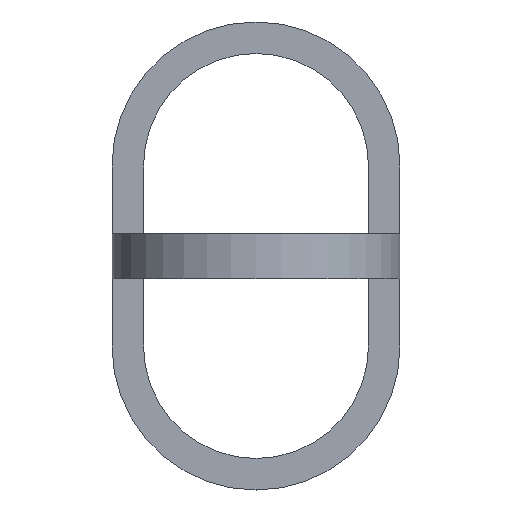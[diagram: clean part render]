
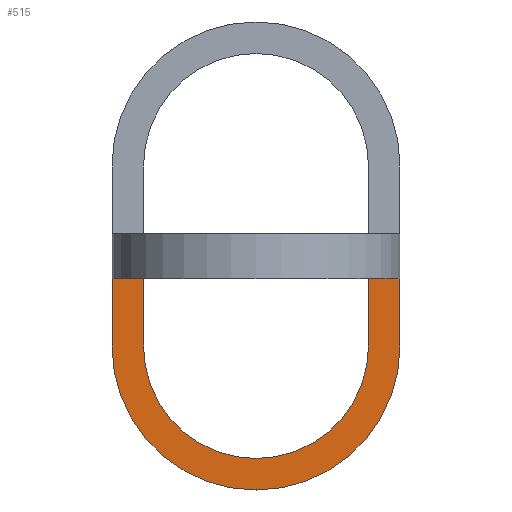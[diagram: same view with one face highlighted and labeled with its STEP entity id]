
A CAD part, left-side view. The second image highlights one B-rep face of the part: STEP entity #515.
In plain terms, the highlighted planar face has unit normal (-1, 0, 0).
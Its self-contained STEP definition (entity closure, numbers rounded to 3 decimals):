
#1 = VERTEX_POINT ( 'NONE', #169 ) ;
#5 = EDGE_CURVE ( 'NONE', #173, #1, #409, .T. ) ;
#7 = VECTOR ( 'NONE', #463, 1000. ) ;
#12 = DIRECTION ( 'NONE',  ( 0., 1., 0. ) ) ;
#19 = LINE ( 'NONE', #272, #105 ) ;
#33 = VECTOR ( 'NONE', #406, 1000. ) ;
#38 = CARTESIAN_POINT ( 'NONE',  ( -0.5, 0.7, 0. ) ) ;
#40 = VERTEX_POINT ( 'NONE', #806 ) ;
#41 = LINE ( 'NONE', #38, #729 ) ;
#62 = AXIS2_PLACEMENT_3D ( 'NONE', #488, #235, #174 ) ;
#65 = ORIENTED_EDGE ( 'NONE', *, *, #614, .F. ) ;
#70 = DIRECTION ( 'NONE',  ( 0., 0., -1. ) ) ;
#72 = LINE ( 'NONE', #129, #807 ) ;
#105 = VECTOR ( 'NONE', #70, 1000. ) ;
#114 = CIRCLE ( 'NONE', #412, 3.2 ) ;
#115 = CARTESIAN_POINT ( 'NONE',  ( -0.5, 0.7, -2. ) ) ;
#129 = CARTESIAN_POINT ( 'NONE',  ( -0.5, 3.2, -0.5 ) ) ;
#142 = EDGE_CURVE ( 'NONE', #659, #250, #114, .T. ) ;
#145 = VECTOR ( 'NONE', #163, 1000. ) ;
#163 = DIRECTION ( 'NONE',  ( 0., 1., 0. ) ) ;
#169 = CARTESIAN_POINT ( 'NONE',  ( -0.5, 0.7, -0.5 ) ) ;
#173 = VERTEX_POINT ( 'NONE', #192 ) ;
#174 = DIRECTION ( 'NONE',  ( 0., 0., -1. ) ) ;
#177 = VERTEX_POINT ( 'NONE', #630 ) ;
#188 = ORIENTED_EDGE ( 'NONE', *, *, #820, .F. ) ;
#192 = CARTESIAN_POINT ( 'NONE',  ( -0.5, 0., -0.5 ) ) ;
#205 = EDGE_LOOP ( 'NONE', ( #188, #280, #65, #392, #436, #537, #571, #264 ) ) ;
#216 = LINE ( 'NONE', #521, #33 ) ;
#235 = DIRECTION ( 'NONE',  ( 1., 0., 0. ) ) ;
#250 = VERTEX_POINT ( 'NONE', #721 ) ;
#264 = ORIENTED_EDGE ( 'NONE', *, *, #142, .F. ) ;
#272 = CARTESIAN_POINT ( 'NONE',  ( -0.5, 5.7, -2. ) ) ;
#280 = ORIENTED_EDGE ( 'NONE', *, *, #5, .T. ) ;
#293 = CARTESIAN_POINT ( 'NONE',  ( -0.5, 3.2, -0.5 ) ) ;
#324 = DIRECTION ( 'NONE',  ( -1., 0., 0. ) ) ;
#354 = EDGE_CURVE ( 'NONE', #40, #177, #19, .T. ) ;
#376 = DIRECTION ( 'NONE',  ( 0., 0., 1. ) ) ;
#386 = EDGE_CURVE ( 'NONE', #177, #534, #433, .T. ) ;
#388 = CARTESIAN_POINT ( 'NONE',  ( -0.5, 3.2, -2. ) ) ;
#392 = ORIENTED_EDGE ( 'NONE', *, *, #386, .F. ) ;
#406 = DIRECTION ( 'NONE',  ( 0., 0., 1. ) ) ;
#409 = LINE ( 'NONE', #293, #145 ) ;
#412 = AXIS2_PLACEMENT_3D ( 'NONE', #546, #494, #556 ) ;
#421 = DIRECTION ( 'NONE',  ( 0., 0., -1. ) ) ;
#433 = CIRCLE ( 'NONE', #731, 2.5 ) ;
#436 = ORIENTED_EDGE ( 'NONE', *, *, #354, .F. ) ;
#463 = DIRECTION ( 'NONE',  ( 0., 0., -1. ) ) ;
#488 = CARTESIAN_POINT ( 'NONE',  ( -0.5, 3.2, -2. ) ) ;
#494 = DIRECTION ( 'NONE',  ( 1., 0., 0. ) ) ;
#510 = CARTESIAN_POINT ( 'NONE',  ( -0.5, 6.4, -0.5 ) ) ;
#515 = ADVANCED_FACE ( 'NONE', ( #610 ), #748, .F. ) ;
#521 = CARTESIAN_POINT ( 'NONE',  ( -0.5, 6.4, -2. ) ) ;
#534 = VERTEX_POINT ( 'NONE', #115 ) ;
#537 = ORIENTED_EDGE ( 'NONE', *, *, #739, .T. ) ;
#546 = CARTESIAN_POINT ( 'NONE',  ( -0.5, 3.2, -2. ) ) ;
#556 = DIRECTION ( 'NONE',  ( 0., 0., -1. ) ) ;
#571 = ORIENTED_EDGE ( 'NONE', *, *, #786, .F. ) ;
#578 = CARTESIAN_POINT ( 'NONE',  ( -0.5, 0., -2. ) ) ;
#592 = LINE ( 'NONE', #718, #7 ) ;
#610 = FACE_OUTER_BOUND ( 'NONE', #205, .T. ) ;
#614 = EDGE_CURVE ( 'NONE', #534, #1, #41, .T. ) ;
#630 = CARTESIAN_POINT ( 'NONE',  ( -0.5, 5.7, -2. ) ) ;
#659 = VERTEX_POINT ( 'NONE', #578 ) ;
#718 = CARTESIAN_POINT ( 'NONE',  ( -0.5, 0., 0. ) ) ;
#721 = CARTESIAN_POINT ( 'NONE',  ( -0.5, 6.4, -2. ) ) ;
#729 = VECTOR ( 'NONE', #376, 1000. ) ;
#731 = AXIS2_PLACEMENT_3D ( 'NONE', #388, #324, #421 ) ;
#739 = EDGE_CURVE ( 'NONE', #40, #762, #72, .T. ) ;
#748 = PLANE ( 'NONE',  #62 ) ;
#762 = VERTEX_POINT ( 'NONE', #510 ) ;
#786 = EDGE_CURVE ( 'NONE', #250, #762, #216, .T. ) ;
#806 = CARTESIAN_POINT ( 'NONE',  ( -0.5, 5.7, -0.5 ) ) ;
#807 = VECTOR ( 'NONE', #12, 1000. ) ;
#820 = EDGE_CURVE ( 'NONE', #173, #659, #592, .T. ) ;
